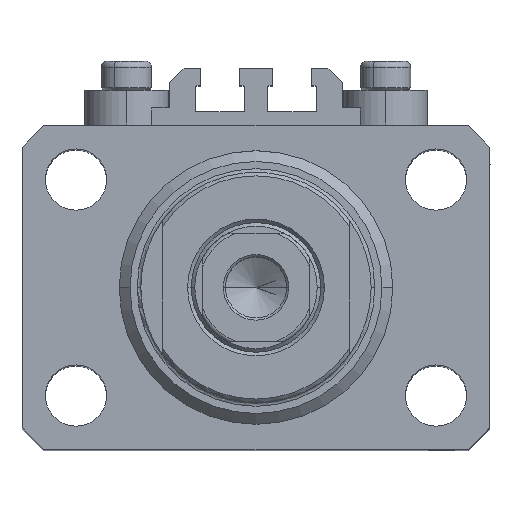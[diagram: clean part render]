
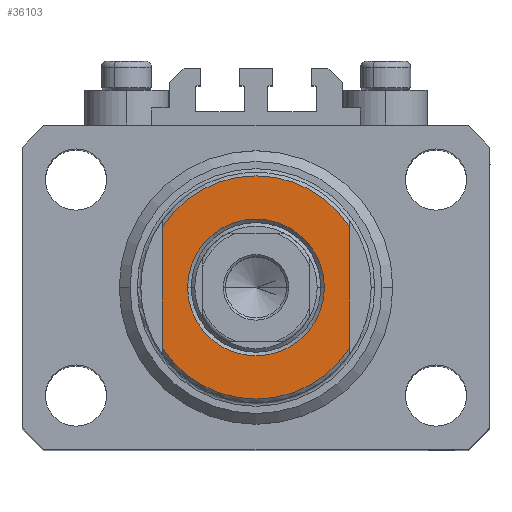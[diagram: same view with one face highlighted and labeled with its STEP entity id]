
A CAD part, top view. The second image highlights one B-rep face of the part: STEP entity #36103.
In plain terms, the highlighted face is planar.
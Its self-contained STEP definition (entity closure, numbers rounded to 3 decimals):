
#12 = AXIS2_PLACEMENT_3D ( 'NONE', #9837, #31883, #34 ) ;
#34 = DIRECTION ( 'NONE',  ( -1., 0., 0. ) ) ;
#2546 = CARTESIAN_POINT ( 'NONE',  ( -13., -43.081, -6.5 ) ) ;
#2578 = CARTESIAN_POINT ( 'NONE',  ( -9.5, 0., -6.5 ) ) ;
#4695 = EDGE_LOOP ( 'NONE', ( #24795, #35841, #33202, #29871 ) ) ;
#4897 = AXIS2_PLACEMENT_3D ( 'NONE', #10647, #46806, #36049 ) ;
#5779 = CARTESIAN_POINT ( 'NONE',  ( 0., 0., -6.5 ) ) ;
#7218 = CIRCLE ( 'NONE', #4897, 9.5 ) ;
#8304 = CARTESIAN_POINT ( 'NONE',  ( 13., -8.441, -6.5 ) ) ;
#8345 = DIRECTION ( 'NONE',  ( -1., 0., 0. ) ) ;
#9098 = EDGE_CURVE ( 'NONE', #19886, #20792, #42770, .T. ) ;
#9837 = CARTESIAN_POINT ( 'NONE',  ( 0., 0., -6.5 ) ) ;
#10040 = CARTESIAN_POINT ( 'NONE',  ( 9.5, 0., -6.5 ) ) ;
#10647 = CARTESIAN_POINT ( 'NONE',  ( 0., 0., -6.5 ) ) ;
#11227 = CARTESIAN_POINT ( 'NONE',  ( 0., 0., -6.5 ) ) ;
#11335 = VERTEX_POINT ( 'NONE', #10040 ) ;
#11381 = VERTEX_POINT ( 'NONE', #2578 ) ;
#12962 = DIRECTION ( 'NONE',  ( -1., 0., 0. ) ) ;
#13161 = LINE ( 'NONE', #27768, #20043 ) ;
#15147 = VECTOR ( 'NONE', #27914, 1000. ) ;
#17261 = CARTESIAN_POINT ( 'NONE',  ( -13., 8.441, -6.5 ) ) ;
#17361 = PLANE ( 'NONE',  #37120 ) ;
#19886 = VERTEX_POINT ( 'NONE', #17261 ) ;
#20043 = VECTOR ( 'NONE', #39736, 1000. ) ;
#20792 = VERTEX_POINT ( 'NONE', #32194 ) ;
#21799 = AXIS2_PLACEMENT_3D ( 'NONE', #5779, #24663, #12962 ) ;
#23688 = EDGE_LOOP ( 'NONE', ( #32022, #33654 ) ) ;
#24121 = EDGE_CURVE ( 'NONE', #29941, #35137, #13161, .T. ) ;
#24305 = DIRECTION ( 'NONE',  ( -1., 0., 0. ) ) ;
#24663 = DIRECTION ( 'NONE',  ( 0., 0., -1. ) ) ;
#24795 = ORIENTED_EDGE ( 'NONE', *, *, #46911, .T. ) ;
#25958 = CIRCLE ( 'NONE', #12, 15.5 ) ;
#26539 = DIRECTION ( 'NONE',  ( 0., 0., 1. ) ) ;
#27768 = CARTESIAN_POINT ( 'NONE',  ( 13., -43.081, -6.5 ) ) ;
#27914 = DIRECTION ( 'NONE',  ( 0., -1., 0. ) ) ;
#29871 = ORIENTED_EDGE ( 'NONE', *, *, #9098, .F. ) ;
#29941 = VERTEX_POINT ( 'NONE', #36367 ) ;
#31883 = DIRECTION ( 'NONE',  ( 0., 0., -1. ) ) ;
#31989 = CARTESIAN_POINT ( 'NONE',  ( 0., 0., -6.5 ) ) ;
#32022 = ORIENTED_EDGE ( 'NONE', *, *, #33460, .T. ) ;
#32194 = CARTESIAN_POINT ( 'NONE',  ( -13., -8.441, -6.5 ) ) ;
#33202 = ORIENTED_EDGE ( 'NONE', *, *, #36645, .T. ) ;
#33460 = EDGE_CURVE ( 'NONE', #11381, #11335, #7218, .T. ) ;
#33654 = ORIENTED_EDGE ( 'NONE', *, *, #38271, .T. ) ;
#34139 = CIRCLE ( 'NONE', #44823, 9.5 ) ;
#35137 = VERTEX_POINT ( 'NONE', #8304 ) ;
#35841 = ORIENTED_EDGE ( 'NONE', *, *, #24121, .T. ) ;
#36049 = DIRECTION ( 'NONE',  ( -1., 0., 0. ) ) ;
#36103 = ADVANCED_FACE ( 'NONE', ( #39883, #46816 ), #17361, .T. ) ;
#36367 = CARTESIAN_POINT ( 'NONE',  ( 13., 8.441, -6.5 ) ) ;
#36645 = EDGE_CURVE ( 'NONE', #35137, #20792, #42455, .T. ) ;
#37120 = AXIS2_PLACEMENT_3D ( 'NONE', #31989, #46585, #24305 ) ;
#38271 = EDGE_CURVE ( 'NONE', #11335, #11381, #34139, .T. ) ;
#39736 = DIRECTION ( 'NONE',  ( 0., -1., 0. ) ) ;
#39883 = FACE_BOUND ( 'NONE', #23688, .T. ) ;
#42455 = CIRCLE ( 'NONE', #21799, 15.5 ) ;
#42770 = LINE ( 'NONE', #2546, #15147 ) ;
#44823 = AXIS2_PLACEMENT_3D ( 'NONE', #11227, #26539, #8345 ) ;
#46585 = DIRECTION ( 'NONE',  ( 0., 0., -1. ) ) ;
#46806 = DIRECTION ( 'NONE',  ( 0., 0., 1. ) ) ;
#46816 = FACE_OUTER_BOUND ( 'NONE', #4695, .T. ) ;
#46911 = EDGE_CURVE ( 'NONE', #19886, #29941, #25958, .T. ) ;
